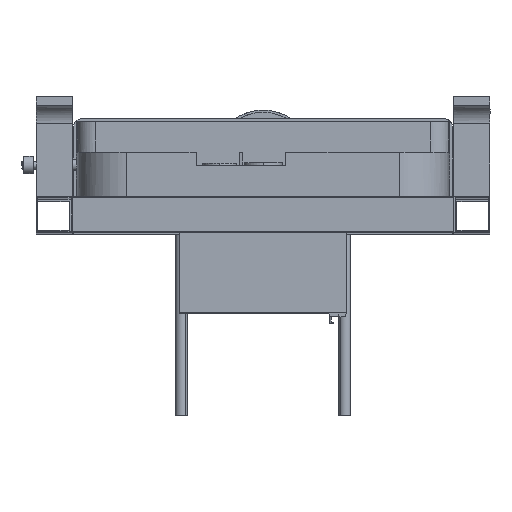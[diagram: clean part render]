
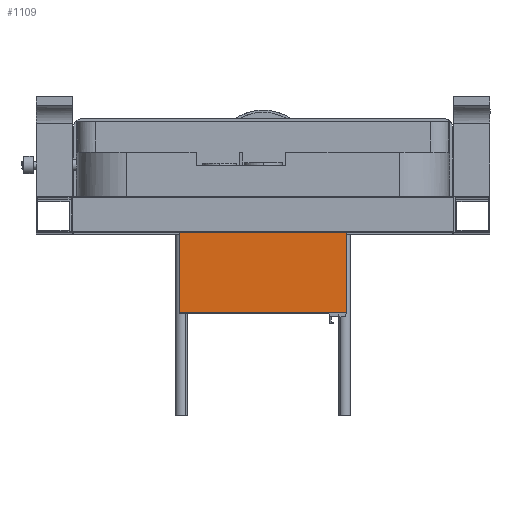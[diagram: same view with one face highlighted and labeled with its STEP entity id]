
A CAD part, top view. The second image highlights one B-rep face of the part: STEP entity #1109.
In plain terms, the highlighted planar face has unit normal (0, 0, 1).
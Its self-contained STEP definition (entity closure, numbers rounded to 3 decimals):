
#1109=ADVANCED_FACE('',(#1618),#7928,.T.);
#1618=FACE_OUTER_BOUND('',#2143,.T.);
#2143=EDGE_LOOP('',(#4302,#4303,#4304,#4305));
#4302=ORIENTED_EDGE('',*,*,#5800,.F.);
#4303=ORIENTED_EDGE('',*,*,#5758,.F.);
#4304=ORIENTED_EDGE('',*,*,#5797,.F.);
#4305=ORIENTED_EDGE('',*,*,#5796,.F.);
#5758=EDGE_CURVE('',#7428,#7429,#6658,.T.);
#5796=EDGE_CURVE('',#7459,#7456,#6672,.T.);
#5797=EDGE_CURVE('',#7456,#7428,#6673,.T.);
#5800=EDGE_CURVE('',#7429,#7459,#6676,.T.);
#6658=B_SPLINE_CURVE_WITH_KNOTS('',1,(#14720,#14721),.UNSPECIFIED.,.F.,
 .F.,(2,2),(-196.,0.),.UNSPECIFIED.);
#6672=B_SPLINE_CURVE_WITH_KNOTS('',1,(#14812,#14813),.UNSPECIFIED.,.F.,
 .F.,(2,2),(-0.231,184.024),.UNSPECIFIED.);
#6673=B_SPLINE_CURVE_WITH_KNOTS('',1,(#14814,#14815),.UNSPECIFIED.,.F.,
 .F.,(2,2),(-93.065,0.),.UNSPECIFIED.);
#6676=B_SPLINE_CURVE_WITH_KNOTS('',1,(#14820,#14821),.UNSPECIFIED.,.F.,
 .F.,(2,2),(-99.075,-6.01),.UNSPECIFIED.);
#7428=VERTEX_POINT('',#14662);
#7429=VERTEX_POINT('',#14663);
#7456=VERTEX_POINT('',#14690);
#7459=VERTEX_POINT('',#14693);
#7928=PLANE('',#8345);
#8345=AXIS2_PLACEMENT_3D('',#14625,#8745,$);
#8745=DIRECTION('',(0.,0.,1.));
#14625=CARTESIAN_POINT('',(-3.637,-4.564,41.969));
#14662=CARTESIAN_POINT('',(3.627,-4.554,41.969));
#14663=CARTESIAN_POINT('',(-3.627,-4.554,41.969));
#14690=CARTESIAN_POINT('',(3.627,-1.067,41.969));
#14693=CARTESIAN_POINT('',(-3.627,-1.067,41.969));
#14720=CARTESIAN_POINT('',(3.627,-4.554,41.969));
#14721=CARTESIAN_POINT('',(-3.627,-4.554,41.969));
#14812=CARTESIAN_POINT('',(-3.627,-1.067,41.969));
#14813=CARTESIAN_POINT('',(3.627,-1.067,41.969));
#14814=CARTESIAN_POINT('',(3.627,-1.067,41.969));
#14815=CARTESIAN_POINT('',(3.627,-4.554,41.969));
#14820=CARTESIAN_POINT('',(-3.627,-4.554,41.969));
#14821=CARTESIAN_POINT('',(-3.627,-1.067,41.969));
